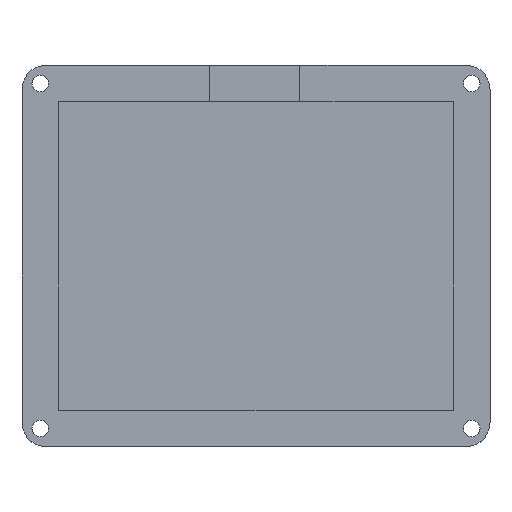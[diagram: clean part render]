
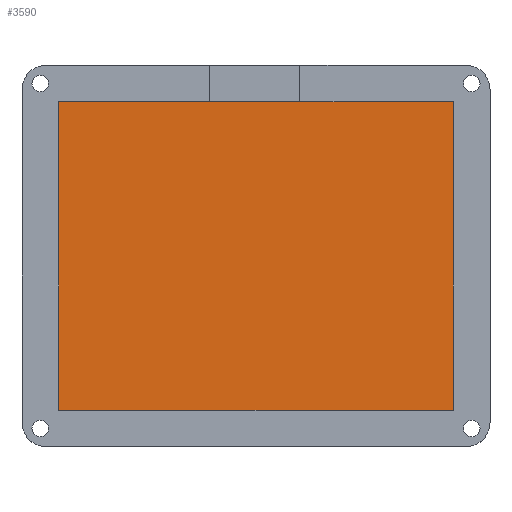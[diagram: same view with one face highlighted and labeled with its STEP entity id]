
A CAD part, top view. The second image highlights one B-rep face of the part: STEP entity #3590.
In plain terms, the highlighted planar face has unit normal (0, 0, 1).
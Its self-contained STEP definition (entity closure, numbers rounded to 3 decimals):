
#131=PLANE('',#3694);
#319=FACE_OUTER_BOUND('',#535,.T.);
#535=EDGE_LOOP('',(#3224,#3225,#3226,#3227));
#805=LINE('',#7313,#1069);
#807=LINE('',#7318,#1071);
#808=LINE('',#7319,#1072);
#809=LINE('',#7320,#1073);
#1069=VECTOR('',#4117,10.);
#1071=VECTOR('',#4121,10.);
#1072=VECTOR('',#4122,10.);
#1073=VECTOR('',#4123,10.);
#1674=VERTEX_POINT('',#7310);
#1675=VERTEX_POINT('',#7312);
#1676=VERTEX_POINT('',#7316);
#1677=VERTEX_POINT('',#7317);
#2197=EDGE_CURVE('',#1674,#1675,#805,.T.);
#2199=EDGE_CURVE('',#1676,#1677,#807,.T.);
#2200=EDGE_CURVE('',#1675,#1676,#808,.T.);
#2201=EDGE_CURVE('',#1677,#1674,#809,.T.);
#3224=ORIENTED_EDGE('',*,*,#2199,.F.);
#3225=ORIENTED_EDGE('',*,*,#2200,.F.);
#3226=ORIENTED_EDGE('',*,*,#2197,.F.);
#3227=ORIENTED_EDGE('',*,*,#2201,.F.);
#3590=ADVANCED_FACE('',(#319),#131,.T.);
#3694=AXIS2_PLACEMENT_3D('',#7315,#4119,#4120);
#4117=DIRECTION('',(1.,0.,0.));
#4119=DIRECTION('center_axis',(0.,0.,1.));
#4120=DIRECTION('ref_axis',(1.,0.,0.));
#4121=DIRECTION('',(-1.,0.,0.));
#4122=DIRECTION('',(0.,-1.,0.));
#4123=DIRECTION('',(0.,1.,0.));
#7310=CARTESIAN_POINT('',(31.728,22.654,3.));
#7312=CARTESIAN_POINT('',(112.728,22.654,3.));
#7313=CARTESIAN_POINT('',(51.978,22.654,3.));
#7315=CARTESIAN_POINT('Origin',(72.228,-8.996,3.));
#7316=CARTESIAN_POINT('',(112.728,-40.646,3.));
#7317=CARTESIAN_POINT('',(31.728,-40.646,3.));
#7318=CARTESIAN_POINT('',(92.478,-40.646,3.));
#7319=CARTESIAN_POINT('',(112.728,6.829,3.));
#7320=CARTESIAN_POINT('',(31.728,-24.821,3.));
